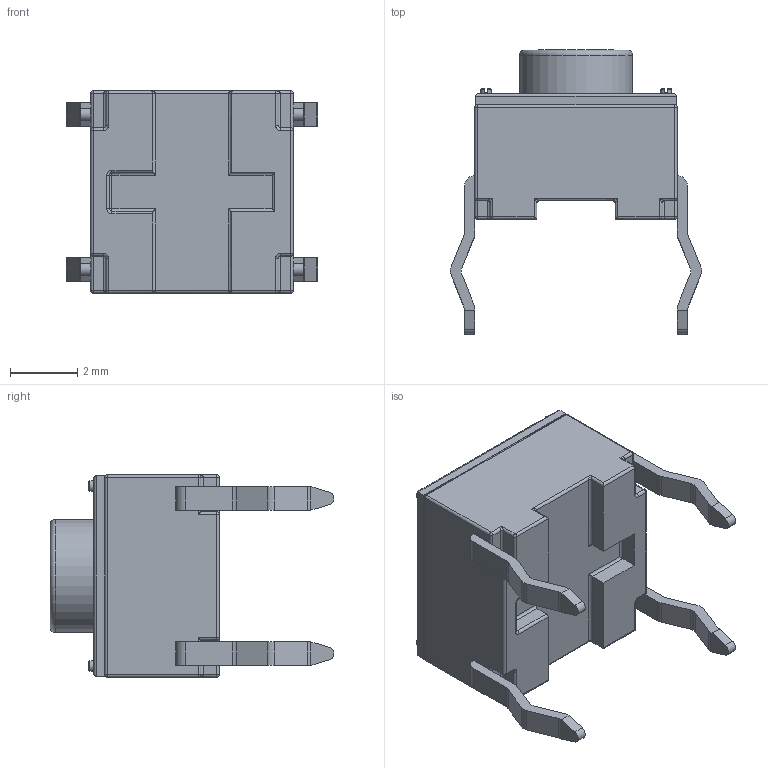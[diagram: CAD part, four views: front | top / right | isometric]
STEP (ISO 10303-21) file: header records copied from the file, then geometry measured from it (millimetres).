
FILE_DESCRIPTION (( 'STEP AP214' ), '1' );
FILE_NAME ('TACTILE SWITCH.STEP', '2024-12-19T09:39:35', ( '' ), ( '' ), 'SwSTEP 2.0', 'SolidWorks 2023', '' );
FILE_SCHEMA (( 'AUTOMOTIVE_DESIGN' ));
Length unit declared in the file: millimetre
Products named in the file (1): TACTILE SWITCH
Bounding box: 7.45 x 8.42 x 6 mm (x, y, z)
Volume: 138.6 mm3; surface area: 304.5 mm2
Topology: 7 solids, 7 shells, 255 faces, 616 edges, 353 vertices
Faces by surface type: cylinder 108, plane 106, sphere 18, torus 15, bspline 8
Full cylindrical faces by diameter (mm): 0.32 x4, 3.35 x1
Entity records: 10275 total; most frequent: CARTESIAN_POINT 1723, DIRECTION 1205, ORIENTED_EDGE 1160, EDGE_CURVE 580, AXIS2_PLACEMENT_3D 431, VERTEX_POINT 349, LINE 343, VECTOR 343
